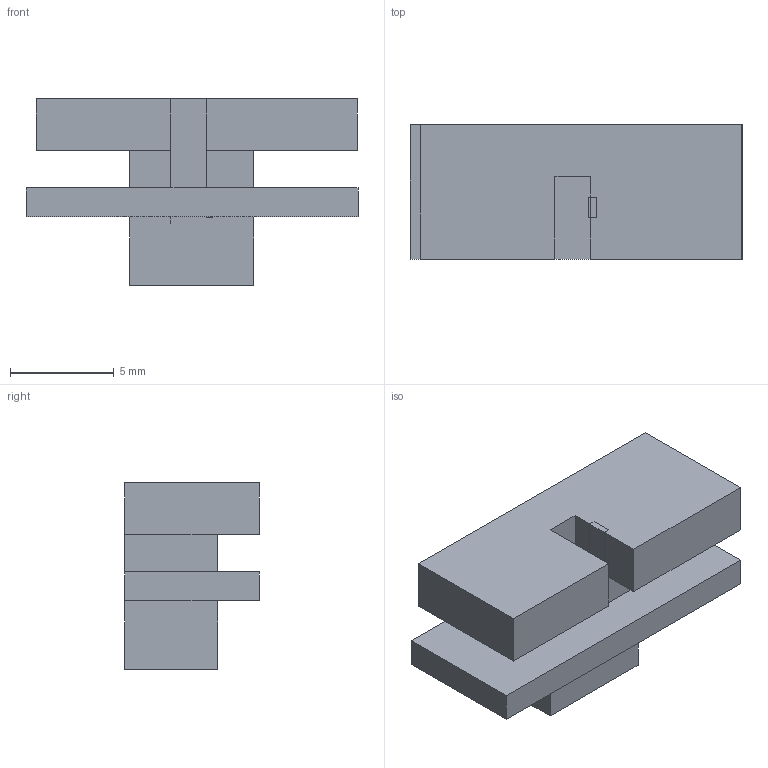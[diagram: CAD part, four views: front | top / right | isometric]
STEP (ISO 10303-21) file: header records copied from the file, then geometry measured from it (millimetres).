
FILE_DESCRIPTION(/* description */ (''),/* implementation_level */ '2;1');
FILE_NAME(/* name */ 'switch_knob v10.step',/* time_stamp */ '2023-07-09T17:36:59+09:00',/* author */ (''),/* organization */ (''),/* preprocessor_version */ 'ST-DEVELOPER v19.2',/* originating_system */ 'Autodesk Translation Framework v12.6.0.85',/* authorisation */ '');
FILE_SCHEMA (('AUTOMOTIVE_DESIGN { 1 0 10303 214 3 1 1 }'));
Length unit declared in the file: millimetre
Products named in the file (1): switch_knob
Bounding box: 16.03 x 6.5 x 9 mm (x, y, z)
Volume: 512.7 mm3; surface area: 666.2 mm2
Topology: 1 solids, 1 shells, 46 faces, 126 edges, 82 vertices
Faces by surface type: plane 46
Entity records: 1462 total; most frequent: CARTESIAN_POINT 256, ORIENTED_EDGE 254, DIRECTION 221, LINE 127, VECTOR 127, EDGE_CURVE 127, VERTEX_POINT 82, AXIS2_PLACEMENT_3D 47
